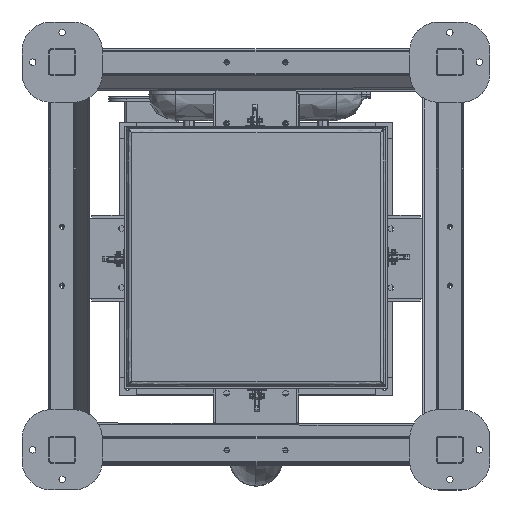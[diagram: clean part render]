
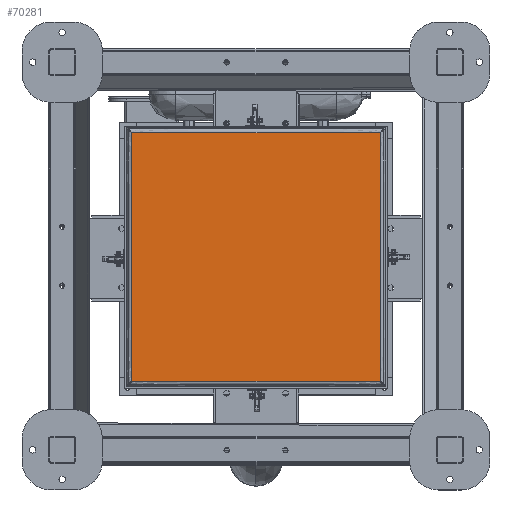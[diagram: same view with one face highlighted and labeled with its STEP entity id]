
A CAD part, top view. The second image highlights one B-rep face of the part: STEP entity #70281.
In plain terms, the highlighted free-form (B-spline) face has degree [1, 1] with [2, 2] control points.
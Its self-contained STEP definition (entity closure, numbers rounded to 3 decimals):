
#70281 = ADVANCED_FACE('',(#70282),#70312,.F.);
#70282 = FACE_BOUND('',#70283,.T.);
#70283 = EDGE_LOOP('',(#70284,#70293,#70300,#70307));
#70284 = ORIENTED_EDGE('',*,*,#70285,.T.);
#70285 = EDGE_CURVE('',#70286,#70288,#70290,.T.);
#70286 = VERTEX_POINT('',#70287);
#70287 = CARTESIAN_POINT('',(48.256,196.381,
    1272.444));
#70288 = VERTEX_POINT('',#70289);
#70289 = CARTESIAN_POINT('',(511.212,196.381,
    1272.444));
#70290 = B_SPLINE_CURVE_WITH_KNOTS('',1,(#70291,#70292),.UNSPECIFIED.,
  .F.,.F.,(2,2),(-471.,-7.),.PIECEWISE_BEZIER_KNOTS.);
#70291 = CARTESIAN_POINT('',(48.256,196.381,
    1272.444));
#70292 = CARTESIAN_POINT('',(511.212,196.381,
    1272.444));
#70293 = ORIENTED_EDGE('',*,*,#70294,.T.);
#70294 = EDGE_CURVE('',#70288,#70295,#70297,.T.);
#70295 = VERTEX_POINT('',#70296);
#70296 = CARTESIAN_POINT('',(511.212,659.337,
    1272.444));
#70297 = B_SPLINE_CURVE_WITH_KNOTS('',1,(#70298,#70299),.UNSPECIFIED.,
  .F.,.F.,(2,2),(-471.,-7.),.PIECEWISE_BEZIER_KNOTS.);
#70298 = CARTESIAN_POINT('',(511.212,196.381,
    1272.444));
#70299 = CARTESIAN_POINT('',(511.212,659.337,
    1272.444));
#70300 = ORIENTED_EDGE('',*,*,#70301,.T.);
#70301 = EDGE_CURVE('',#70295,#70302,#70304,.T.);
#70302 = VERTEX_POINT('',#70303);
#70303 = CARTESIAN_POINT('',(48.256,659.337,
    1272.444));
#70304 = B_SPLINE_CURVE_WITH_KNOTS('',1,(#70305,#70306),.UNSPECIFIED.,
  .F.,.F.,(2,2),(7.,471.),.PIECEWISE_BEZIER_KNOTS.);
#70305 = CARTESIAN_POINT('',(511.212,659.337,
    1272.444));
#70306 = CARTESIAN_POINT('',(48.256,659.337,
    1272.444));
#70307 = ORIENTED_EDGE('',*,*,#70308,.T.);
#70308 = EDGE_CURVE('',#70302,#70286,#70309,.T.);
#70309 = B_SPLINE_CURVE_WITH_KNOTS('',1,(#70310,#70311),.UNSPECIFIED.,
  .F.,.F.,(2,2),(7.,471.),.PIECEWISE_BEZIER_KNOTS.);
#70310 = CARTESIAN_POINT('',(48.256,659.337,
    1272.444));
#70311 = CARTESIAN_POINT('',(48.256,196.381,
    1272.444));
#70312 = B_SPLINE_SURFACE_WITH_KNOTS('',1,1,(
    (#70313,#70314)
    ,(#70315,#70316
  )),.UNSPECIFIED.,.F.,.F.,.F.,(2,2),(2,2),(-471.,-7.),(-471.,-7.),
  .PIECEWISE_BEZIER_KNOTS.);
#70313 = CARTESIAN_POINT('',(48.256,196.381,
    1272.444));
#70314 = CARTESIAN_POINT('',(511.212,196.381,
    1272.444));
#70315 = CARTESIAN_POINT('',(48.256,659.337,
    1272.444));
#70316 = CARTESIAN_POINT('',(511.212,659.337,
    1272.444));
